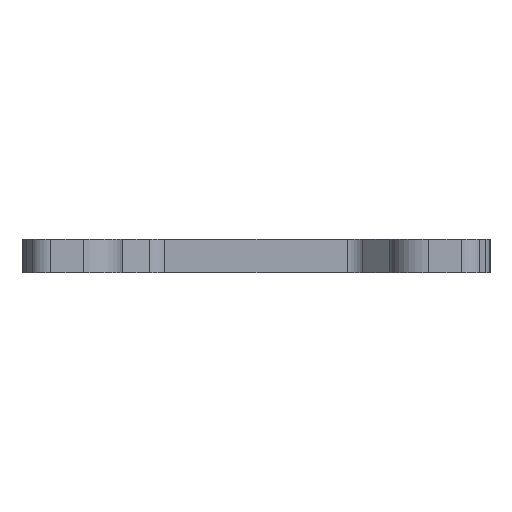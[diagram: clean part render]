
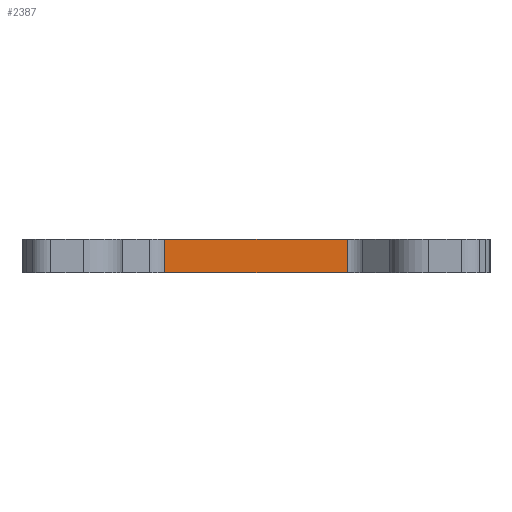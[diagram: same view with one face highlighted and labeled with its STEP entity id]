
A CAD part, left-side view. The second image highlights one B-rep face of the part: STEP entity #2387.
In plain terms, the highlighted planar face has unit normal (-1, 0, 0).
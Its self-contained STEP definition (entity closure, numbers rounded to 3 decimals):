
#370=FACE_OUTER_BOUND('',#508,.T.);
#508=EDGE_LOOP('',(#2084,#2085,#2086,#2087));
#655=LINE('',#3768,#862);
#738=LINE('',#4041,#945);
#739=LINE('',#4044,#946);
#740=LINE('',#4045,#947);
#862=VECTOR('',#3040,10.);
#945=VECTOR('',#3335,10.);
#946=VECTOR('',#3338,10.);
#947=VECTOR('',#3339,10.);
#1101=VERTEX_POINT('',#3765);
#1102=VERTEX_POINT('',#3767);
#1186=VERTEX_POINT('',#4039);
#1187=VERTEX_POINT('',#4043);
#1386=EDGE_CURVE('',#1102,#1101,#655,.T.);
#1523=EDGE_CURVE('',#1101,#1186,#738,.T.);
#1524=EDGE_CURVE('',#1187,#1186,#739,.T.);
#1525=EDGE_CURVE('',#1102,#1187,#740,.T.);
#2084=ORIENTED_EDGE('',*,*,#1386,.T.);
#2085=ORIENTED_EDGE('',*,*,#1523,.T.);
#2086=ORIENTED_EDGE('',*,*,#1524,.F.);
#2087=ORIENTED_EDGE('',*,*,#1525,.F.);
#2279=PLANE('',#2649);
#2387=ADVANCED_FACE('',(#370),#2279,.T.);
#2649=AXIS2_PLACEMENT_3D('',#4042,#3336,#3337);
#3040=DIRECTION('',(0.,1.,0.));
#3335=DIRECTION('',(0.,0.,-1.));
#3336=DIRECTION('center_axis',(-1.,0.,0.));
#3337=DIRECTION('ref_axis',(0.,1.,0.));
#3338=DIRECTION('',(0.,1.,0.));
#3339=DIRECTION('',(0.,0.,-1.));
#3765=CARTESIAN_POINT('',(-71.5,152.172,-5.));
#3767=CARTESIAN_POINT('',(-71.5,135.828,-5.));
#3768=CARTESIAN_POINT('',(-71.5,135.828,-5.));
#4039=CARTESIAN_POINT('',(-71.5,152.172,-8.));
#4041=CARTESIAN_POINT('',(-71.5,152.172,-5.));
#4042=CARTESIAN_POINT('Origin',(-71.5,135.828,-5.));
#4043=CARTESIAN_POINT('',(-71.5,135.828,-8.));
#4044=CARTESIAN_POINT('',(-71.5,135.828,-8.));
#4045=CARTESIAN_POINT('',(-71.5,135.828,-5.));
